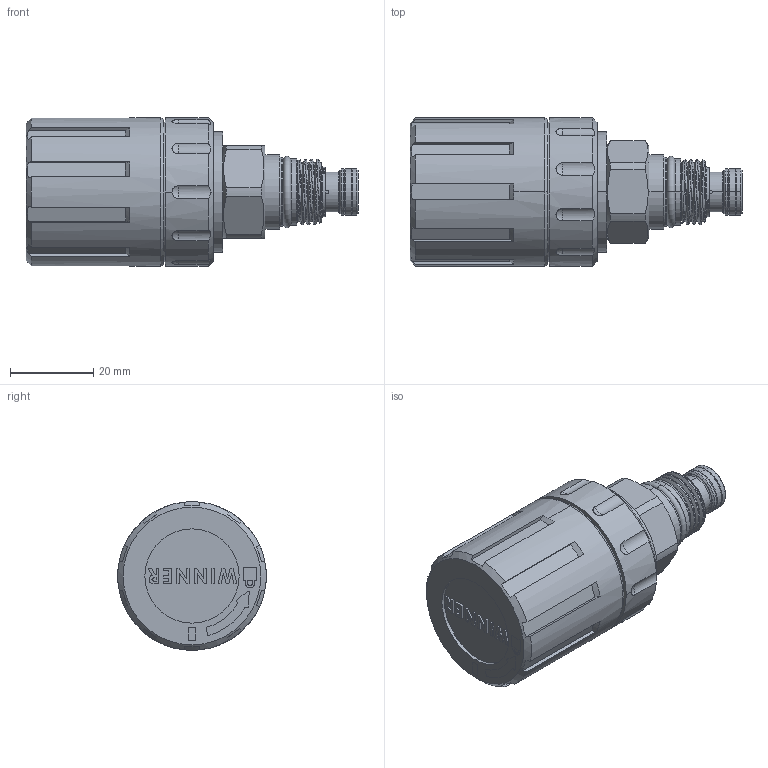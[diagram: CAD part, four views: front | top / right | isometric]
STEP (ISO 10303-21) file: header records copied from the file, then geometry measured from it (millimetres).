
FILE_DESCRIPTION (( 'STEP AP203' ), '1' );
FILE_NAME ('DT8A2A14RA.STEP', '2025-04-29T01:21:01', ( '' ), ( '' ), 'SwSTEP 2.0', 'SolidWorks 2018', '' );
FILE_SCHEMA (( 'CONFIG_CONTROL_DESIGN' ));
Length unit declared in the file: millimetre
Products named in the file (1): DT8A2A14RA
Bounding box: 79.55 x 35.6 x 35.6 mm (x, y, z)
Volume: 52506.4 mm3; surface area: 9971.3 mm2
Topology: 1 solids, 1 shells, 435 faces, 1158 edges, 724 vertices
Faces by surface type: plane 173, cylinder 143, cone 40, torus 32, bspline 31, sphere 16
Entity records: 16389 total; most frequent: CARTESIAN_POINT 5989, ORIENTED_EDGE 2236, DIRECTION 2075, EDGE_CURVE 1118, AXIS2_PLACEMENT_3D 773, VERTEX_POINT 710, VECTOR 529, LINE 529
